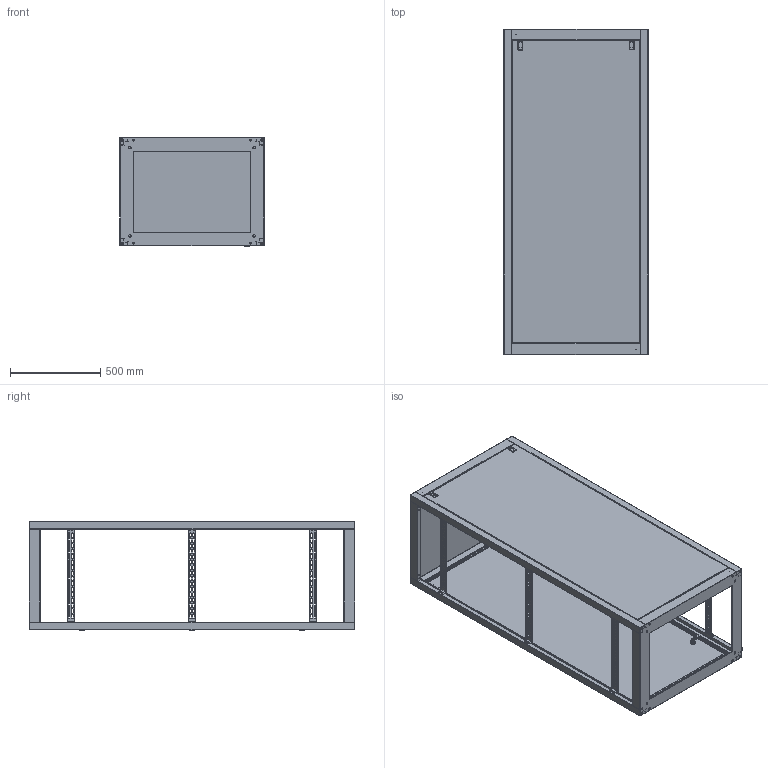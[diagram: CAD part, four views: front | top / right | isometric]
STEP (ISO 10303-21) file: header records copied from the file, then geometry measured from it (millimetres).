
FILE_DESCRIPTION (( 'STEP AP214' ), '1' );
FILE_NAME ('Êàðêàñ ÂÐÓ 1 IP31 1800õ800õ600.STEP', '2021-02-10T10:23:57', ( '' ), ( '' ), 'SwSTEP 2.0', 'SolidWorks 2021', '' );
FILE_SCHEMA (( 'AUTOMOTIVE_DESIGN' ));
Length unit declared in the file: millimetre
Products named in the file (20): ﾄ粢 ﾑﾁ; Øïèëüêà ïðèâàðíàÿ Ì6õ16 DIN 13918; ﾌﾈ-563.01.00.001 ﾊ; ÌÈ-558.02.00.000 ÑÁ Ñòåíêà çàäíÿÿ â ñáîðå 180.80; Ðó÷êà çàùåëêà Atos KS01.12.35; Çåðêàëüíî îòðàçèòüÑòîéêà óãëîâàÿ_1800; Äâåðü ÂÐÓ 1800õ600_1800*800; ÌÈ-558.02.00.001 Ñòåíêà çàäíÿÿ 180.80; ÌÈ-562.01.00.002 Ðåéêà 600; pan head cross recess screw_din_DIN EN ISO 7045 - M4 x 16 - Z - 16N; pan head cross recess screw_din_PreviewCfg; Êàðêàñ ÂÐÓ 1 IP31 1800õ800õ600; ﾌﾈ-563.01.01.000 ﾄ濵 ﾑﾁ; ÌÈ-556.01.00.002 ñòîéêà óãëîâàÿ_1800; Çàìîê áîëüøîé; ��-563.01.00.000 ������ ��_���-1 600�450; Øïèëüêà Ì6õ12; ﾌﾈ-563.01.01.001 ﾄ濵; Çàêëåïêà ãàå÷íàÿ Ì6 UNI 9203; Çàêë¸ïêà Ì4
Assembly tree (83 placements, depth 4):
  Êàðêàñ ÂÐÓ 1 IP31 1800õ800õ600
    ��-563.01.00.000 ������ ��_���-1 600�450
      ÌÈ-556.01.00.002 ñòîéêà óãëîâàÿ_1800  x2
      ﾌﾈ-563.01.00.001 ﾊ
      Çåðêàëüíî îòðàçèòüÑòîéêà óãëîâàÿ_1800  x2
      ﾌﾈ-563.01.01.000 ﾄ濵 ﾑﾁ
        ﾌﾈ-563.01.01.001 ﾄ濵
        Øïèëüêà Ì6õ12
      Øïèëüêà Ì6õ12
    ÌÈ-558.02.00.000 ÑÁ Ñòåíêà çàäíÿÿ â ñáîðå 180.80
      ÌÈ-558.02.00.001 Ñòåíêà çàäíÿÿ 180.80
      Çàêë¸ïêà Ì4  x2
      Ðó÷êà çàùåëêà Atos KS01.12.35  x2
      pan head cross recess screw_din_DIN EN ISO 7045 - M4 x 16 - Z - 16N  x2
    ﾄ粢 ﾑﾁ
      Äâåðü ÂÐÓ 1800õ600_1800*800
      Çàìîê áîëüøîé  x3
      Øïèëüêà ïðèâàðíàÿ Ì6õ16 DIN 13918  x2
      Çàêëåïêà ãàå÷íàÿ Ì6 UNI 9203  x2
    pan head cross recess screw_din_PreviewCfg  x26
    ÌÈ-562.01.00.002 Ðåéêà 600  x6
    Çàêëåïêà ãàå÷íàÿ Ì6 UNI 9203  x24
Bounding box: 800 x 1802 x 608.04 mm (x, y, z)
Volume: 4992541.6 mm3; surface area: 9854992.6 mm2
Topology: 79 solids, 94 shells, 4158 faces, 10251 edges, 6359 vertices
Faces by surface type: plane 1925, cylinder 1536, cone 398, torus 216, sphere 56, bspline 27
Entity records: 37151 total; most frequent: CARTESIAN_POINT 7217, DIRECTION 5990, ORIENTED_EDGE 5494, EDGE_CURVE 2747, AXIS2_PLACEMENT_3D 2144, LINE 1702, VECTOR 1702, VERTEX_POINT 1693
